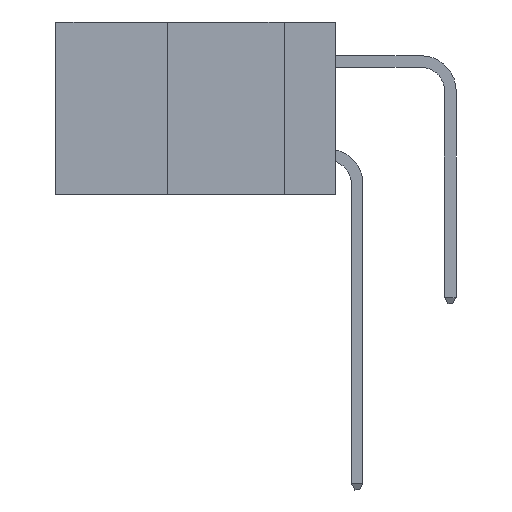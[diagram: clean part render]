
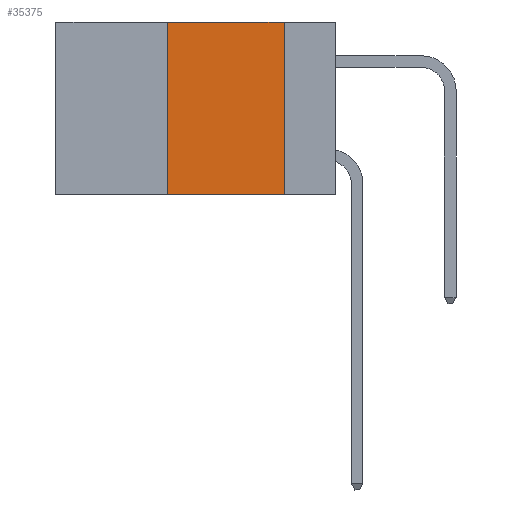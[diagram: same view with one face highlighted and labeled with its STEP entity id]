
A CAD part, left-side view. The second image highlights one B-rep face of the part: STEP entity #35375.
In plain terms, the highlighted planar face has unit normal (-1, 0, 0).
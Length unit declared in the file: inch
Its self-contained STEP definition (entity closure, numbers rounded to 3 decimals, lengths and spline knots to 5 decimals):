
#1655 = EDGE_CURVE ( 'NONE', #9974, #20497, #30271, .T. ) ;
#2724 = CARTESIAN_POINT ( 'NONE',  ( 0., 0.6, 0. ) ) ;
#2739 = VECTOR ( 'NONE', #15756, 39.37008 ) ;
#3476 = LINE ( 'NONE', #44220, #40406 ) ;
#8069 = EDGE_CURVE ( 'NONE', #20497, #36867, #43469, .T. ) ;
#8791 = DIRECTION ( 'NONE',  ( 0., -1., 0. ) ) ;
#9974 = VERTEX_POINT ( 'NONE', #39458 ) ;
#12119 = PLANE ( 'NONE',  #28029 ) ;
#12152 = CARTESIAN_POINT ( 'NONE',  ( 0., 0.36, 0. ) ) ;
#13887 = EDGE_CURVE ( 'NONE', #36867, #18173, #31935, .T. ) ;
#14486 = CARTESIAN_POINT ( 'NONE',  ( 0., 0.11, 0. ) ) ;
#15277 = ORIENTED_EDGE ( 'NONE', *, *, #1655, .F. ) ;
#15756 = DIRECTION ( 'NONE',  ( 0., 0., 1. ) ) ;
#18173 = VERTEX_POINT ( 'NONE', #30802 ) ;
#19292 = DIRECTION ( 'NONE',  ( 0., 0., -1. ) ) ;
#19847 = ORIENTED_EDGE ( 'NONE', *, *, #13887, .F. ) ;
#20497 = VERTEX_POINT ( 'NONE', #29530 ) ;
#22500 = VECTOR ( 'NONE', #39350, 39.37008 ) ;
#24593 = VECTOR ( 'NONE', #28008, 39.37008 ) ;
#27696 = FACE_OUTER_BOUND ( 'NONE', #34875, .T. ) ;
#28008 = DIRECTION ( 'NONE',  ( 0., -1., 0. ) ) ;
#28029 = AXIS2_PLACEMENT_3D ( 'NONE', #36991, #40571, #19292 ) ;
#29530 = CARTESIAN_POINT ( 'NONE',  ( 0., 0.36, 0. ) ) ;
#30271 = LINE ( 'NONE', #12152, #2739 ) ;
#30423 = ORIENTED_EDGE ( 'NONE', *, *, #8069, .F. ) ;
#30802 = CARTESIAN_POINT ( 'NONE',  ( 0., 0.11, -0.37 ) ) ;
#31935 = LINE ( 'NONE', #14486, #22500 ) ;
#34875 = EDGE_LOOP ( 'NONE', ( #19847, #30423, #15277, #43634 ) ) ;
#35375 = ADVANCED_FACE ( 'NONE', ( #27696 ), #12119, .F. ) ;
#36867 = VERTEX_POINT ( 'NONE', #41059 ) ;
#36991 = CARTESIAN_POINT ( 'NONE',  ( 0., 0.6, 0. ) ) ;
#39350 = DIRECTION ( 'NONE',  ( 0., 0., -1. ) ) ;
#39458 = CARTESIAN_POINT ( 'NONE',  ( 0., 0.36, -0.37 ) ) ;
#40406 = VECTOR ( 'NONE', #8791, 39.37008 ) ;
#40571 = DIRECTION ( 'NONE',  ( 1., 0., 0. ) ) ;
#41059 = CARTESIAN_POINT ( 'NONE',  ( 0., 0.11, 0. ) ) ;
#43469 = LINE ( 'NONE', #2724, #24593 ) ;
#43634 = ORIENTED_EDGE ( 'NONE', *, *, #45678, .T. ) ;
#44220 = CARTESIAN_POINT ( 'NONE',  ( 0., 0.6, -0.37 ) ) ;
#45678 = EDGE_CURVE ( 'NONE', #9974, #18173, #3476, .T. ) ;
